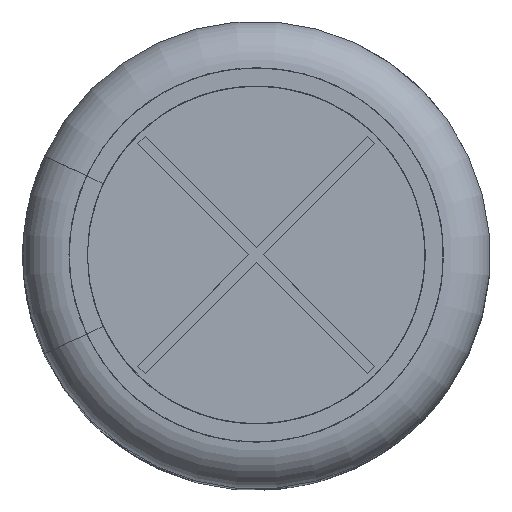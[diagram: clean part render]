
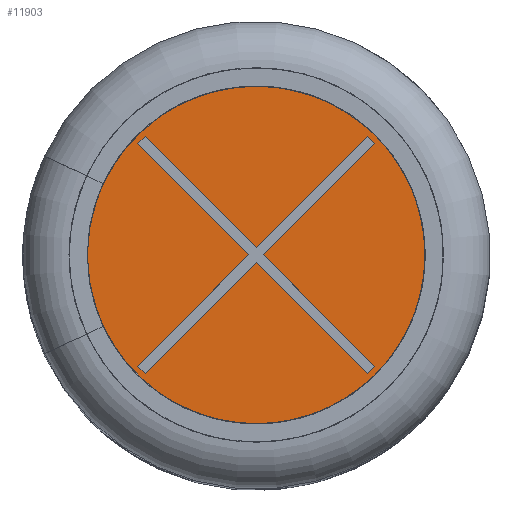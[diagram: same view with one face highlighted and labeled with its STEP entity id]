
A CAD part, top view. The second image highlights one B-rep face of the part: STEP entity #11903.
In plain terms, the highlighted planar face has unit normal (0, 0, 1).
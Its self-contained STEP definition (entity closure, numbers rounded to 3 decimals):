
#540=LINE('',#15154,#1216);
#541=LINE('',#15157,#1217);
#542=LINE('',#15159,#1218);
#543=LINE('',#15161,#1219);
#544=LINE('',#15163,#1220);
#545=LINE('',#15165,#1221);
#546=LINE('',#15167,#1222);
#547=LINE('',#15169,#1223);
#548=LINE('',#15171,#1224);
#549=LINE('',#15173,#1225);
#550=LINE('',#15175,#1226);
#551=LINE('',#15177,#1227);
#1216=VECTOR('',#13110,1000.);
#1217=VECTOR('',#13111,1000.);
#1218=VECTOR('',#13112,1000.);
#1219=VECTOR('',#13113,1000.);
#1220=VECTOR('',#13114,1000.);
#1221=VECTOR('',#13115,1000.);
#1222=VECTOR('',#13116,1000.);
#1223=VECTOR('',#13117,1000.);
#1224=VECTOR('',#13118,1000.);
#1225=VECTOR('',#13119,1000.);
#1226=VECTOR('',#13120,1000.);
#1227=VECTOR('',#13121,1000.);
#1892=ORIENTED_EDGE('',*,*,#4410,.F.);
#1893=ORIENTED_EDGE('',*,*,#4411,.T.);
#1894=ORIENTED_EDGE('',*,*,#4412,.T.);
#1895=ORIENTED_EDGE('',*,*,#4413,.T.);
#1896=ORIENTED_EDGE('',*,*,#4414,.T.);
#1897=ORIENTED_EDGE('',*,*,#4415,.T.);
#1898=ORIENTED_EDGE('',*,*,#4416,.T.);
#1899=ORIENTED_EDGE('',*,*,#4417,.T.);
#1900=ORIENTED_EDGE('',*,*,#4418,.T.);
#1901=ORIENTED_EDGE('',*,*,#4419,.T.);
#1902=ORIENTED_EDGE('',*,*,#4420,.T.);
#1903=ORIENTED_EDGE('',*,*,#4421,.T.);
#1904=ORIENTED_EDGE('',*,*,#4422,.T.);
#4410=EDGE_CURVE('',#5669,#5669,#6526,.T.);
#4411=EDGE_CURVE('',#5670,#5671,#540,.T.);
#4412=EDGE_CURVE('',#5671,#5672,#541,.T.);
#4413=EDGE_CURVE('',#5672,#5673,#542,.T.);
#4414=EDGE_CURVE('',#5673,#5674,#543,.T.);
#4415=EDGE_CURVE('',#5674,#5675,#544,.T.);
#4416=EDGE_CURVE('',#5675,#5676,#545,.T.);
#4417=EDGE_CURVE('',#5676,#5677,#546,.T.);
#4418=EDGE_CURVE('',#5677,#5678,#547,.T.);
#4419=EDGE_CURVE('',#5678,#5679,#548,.T.);
#4420=EDGE_CURVE('',#5679,#5680,#549,.T.);
#4421=EDGE_CURVE('',#5680,#5681,#550,.T.);
#4422=EDGE_CURVE('',#5681,#5670,#551,.T.);
#5669=VERTEX_POINT('',#15153);
#5670=VERTEX_POINT('',#15155);
#5671=VERTEX_POINT('',#15156);
#5672=VERTEX_POINT('',#15158);
#5673=VERTEX_POINT('',#15160);
#5674=VERTEX_POINT('',#15162);
#5675=VERTEX_POINT('',#15164);
#5676=VERTEX_POINT('',#15166);
#5677=VERTEX_POINT('',#15168);
#5678=VERTEX_POINT('',#15170);
#5679=VERTEX_POINT('',#15172);
#5680=VERTEX_POINT('',#15174);
#5681=VERTEX_POINT('',#15176);
#6526=CIRCLE('',#12421,7.209);
#6827=EDGE_LOOP('',(#1892));
#6828=EDGE_LOOP('',(#1893,#1894,#1895,#1896,#1897,#1898,#1899,#1900,#1901,
#1902,#1903,#1904));
#7441=FACE_BOUND('',#6827,.T.);
#7442=FACE_BOUND('',#6828,.T.);
#8055=PLANE('',#12420);
#11903=ADVANCED_FACE('',(#7441,#7442),#8055,.T.);
#12420=AXIS2_PLACEMENT_3D('',#15151,#13106,#13107);
#12421=AXIS2_PLACEMENT_3D('',#15152,#13108,#13109);
#13106=DIRECTION('',(0.,0.,1.));
#13107=DIRECTION('',(1.,0.,0.));
#13108=DIRECTION('',(0.,0.,-1.));
#13109=DIRECTION('',(-1.,0.,0.));
#13110=DIRECTION('',(0.707,0.707,0.));
#13111=DIRECTION('',(0.707,-0.707,0.));
#13112=DIRECTION('',(0.707,0.707,0.));
#13113=DIRECTION('',(0.707,-0.707,0.));
#13114=DIRECTION('',(-0.707,-0.707,0.));
#13115=DIRECTION('',(0.707,-0.707,0.));
#13116=DIRECTION('',(-0.707,-0.707,0.));
#13117=DIRECTION('',(-0.707,0.707,0.));
#13118=DIRECTION('',(-0.707,-0.707,0.));
#13119=DIRECTION('',(-0.707,0.707,0.));
#13120=DIRECTION('',(0.707,0.707,0.));
#13121=DIRECTION('',(-0.707,0.707,0.));
#15151=CARTESIAN_POINT('',(-7.209,0.,39.78));
#15152=CARTESIAN_POINT('',(0.,0.,39.78));
#15153=CARTESIAN_POINT('',(-7.209,0.,39.78));
#15154=CARTESIAN_POINT('',(-4.276,4.559,39.78));
#15155=CARTESIAN_POINT('',(-4.559,4.276,39.78));
#15156=CARTESIAN_POINT('',(-4.276,4.559,39.78));
#15157=CARTESIAN_POINT('',(0.,0.283,39.78));
#15158=CARTESIAN_POINT('',(0.,0.283,39.78));
#15159=CARTESIAN_POINT('',(0.,0.283,39.78));
#15160=CARTESIAN_POINT('',(4.276,4.559,39.78));
#15161=CARTESIAN_POINT('',(4.559,4.276,39.78));
#15162=CARTESIAN_POINT('',(4.559,4.276,39.78));
#15163=CARTESIAN_POINT('',(0.283,0.,39.78));
#15164=CARTESIAN_POINT('',(0.283,0.,39.78));
#15165=CARTESIAN_POINT('',(0.283,0.,39.78));
#15166=CARTESIAN_POINT('',(4.559,-4.276,39.78));
#15167=CARTESIAN_POINT('',(4.559,-4.276,39.78));
#15168=CARTESIAN_POINT('',(4.276,-4.559,39.78));
#15169=CARTESIAN_POINT('',(0.,-0.283,39.78));
#15170=CARTESIAN_POINT('',(0.,-0.283,39.78));
#15171=CARTESIAN_POINT('',(0.,-0.283,39.78));
#15172=CARTESIAN_POINT('',(-4.276,-4.559,39.78));
#15173=CARTESIAN_POINT('',(-4.276,-4.559,39.78));
#15174=CARTESIAN_POINT('',(-4.559,-4.276,39.78));
#15175=CARTESIAN_POINT('',(-0.283,0.,39.78));
#15176=CARTESIAN_POINT('',(-0.283,0.,39.78));
#15177=CARTESIAN_POINT('',(-0.283,0.,39.78));
